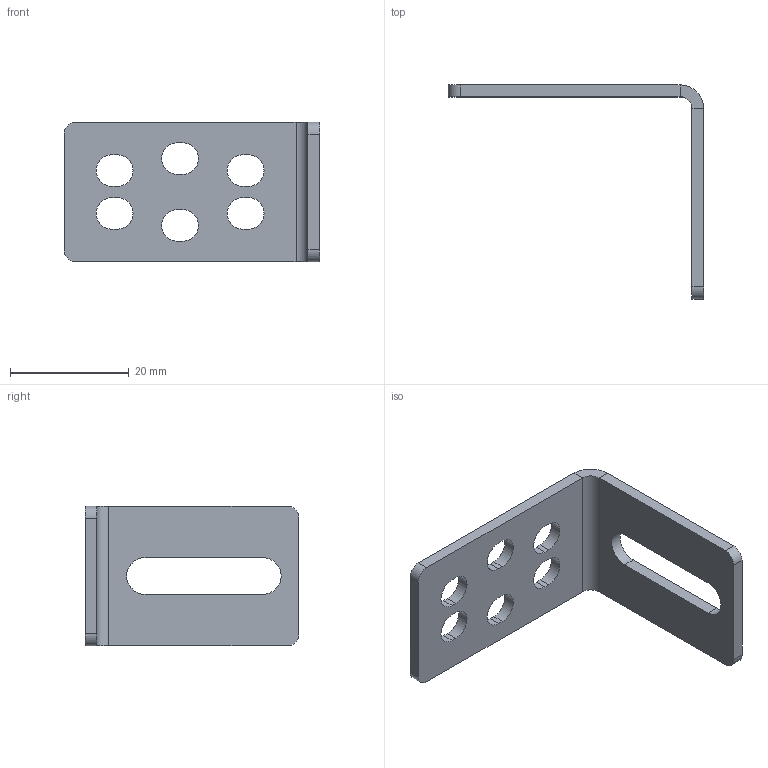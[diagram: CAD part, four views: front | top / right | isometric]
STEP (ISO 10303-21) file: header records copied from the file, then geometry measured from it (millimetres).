
FILE_DESCRIPTION (( 'STEP AP214' ), '1' );
FILE_NAME ('Ñáîðêà5.STEP', '2024-03-28T14:51:33', ( '' ), ( '' ), 'SwSTEP 2.0', 'SolidWorks 2022', '' );
FILE_SCHEMA (( 'AUTOMOTIVE_DESIGN' ));
Length unit declared in the file: millimetre
Products named in the file (2): A655 Крепление для кабель-канала B658 SNSS.00.079_1; Сборка5
Assembly tree (1 placements, depth 2):
  Сборка5
    A655 Крепление для кабель-канала B658 SNSS.00.079_1
Bounding box: 43 x 36 x 23.5 mm (x, y, z)
Volume: 2923.7 mm3; surface area: 3653.3 mm2
Topology: 1 solids, 1 shells, 53 faces, 145 edges, 94 vertices
Faces by surface type: cylinder 27, plane 26
Entity records: 1783 total; most frequent: DIRECTION 313, CARTESIAN_POINT 296, ORIENTED_EDGE 290, EDGE_CURVE 145, AXIS2_PLACEMENT_3D 111, VERTEX_POINT 94, LINE 91, VECTOR 91
